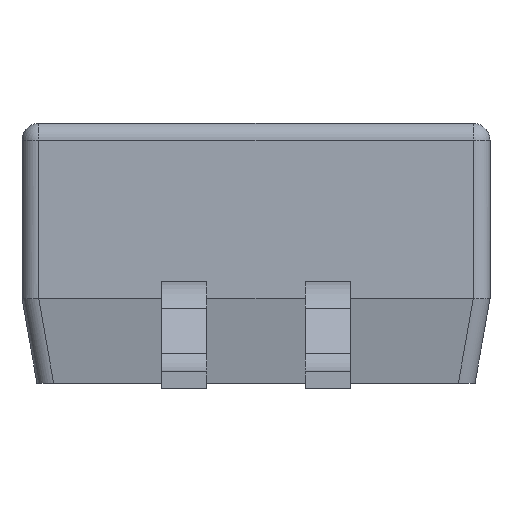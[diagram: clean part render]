
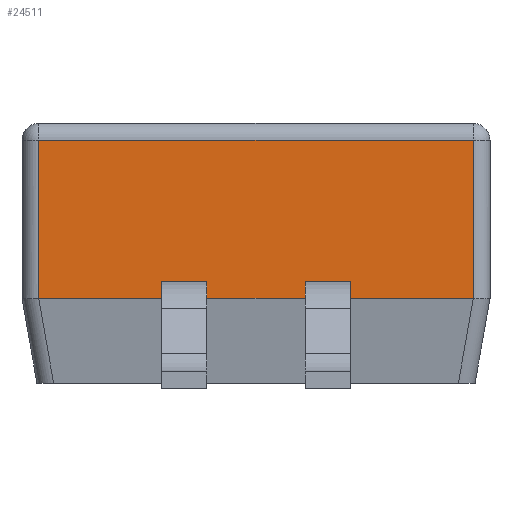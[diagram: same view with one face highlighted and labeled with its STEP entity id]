
A CAD part, front view. The second image highlights one B-rep face of the part: STEP entity #24511.
In plain terms, the highlighted planar face has unit normal (0, -1, 0).
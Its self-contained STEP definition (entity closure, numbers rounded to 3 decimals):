
#944 = LINE ( 'NONE', #3128, #20684 ) ;
#1232 = CARTESIAN_POINT ( 'NONE',  ( -2.07, -2.7, 2.35 ) ) ;
#2025 = CARTESIAN_POINT ( 'NONE',  ( 1.92, -2.7, 0.8 ) ) ;
#3128 = CARTESIAN_POINT ( 'NONE',  ( -2.07, -2.7, 2.2 ) ) ;
#5641 = CARTESIAN_POINT ( 'NONE',  ( -1.92, -2.7, 2.2 ) ) ;
#6013 = LINE ( 'NONE', #13901, #13770 ) ;
#6892 = DIRECTION ( 'NONE',  ( 0., 1., 0. ) ) ;
#7235 = VERTEX_POINT ( 'NONE', #5641 ) ;
#7973 = DIRECTION ( 'NONE',  ( 0., 0., 1. ) ) ;
#10641 = PLANE ( 'NONE',  #23856 ) ;
#11708 = LINE ( 'NONE', #13648, #20869 ) ;
#12158 = ORIENTED_EDGE ( 'NONE', *, *, #21597, .T. ) ;
#12312 = DIRECTION ( 'NONE',  ( 1., 0., 0. ) ) ;
#13028 = EDGE_LOOP ( 'NONE', ( #16219, #12158, #23822, #20127 ) ) ;
#13648 = CARTESIAN_POINT ( 'NONE',  ( 1.92, -2.7, 2.35 ) ) ;
#13770 = VECTOR ( 'NONE', #12312, 1000. ) ;
#13901 = CARTESIAN_POINT ( 'NONE',  ( -2.07, -2.7, 0.8 ) ) ;
#14090 = CARTESIAN_POINT ( 'NONE',  ( -1.92, -2.7, 2.35 ) ) ;
#15141 = FACE_OUTER_BOUND ( 'NONE', #13028, .T. ) ;
#15236 = VERTEX_POINT ( 'NONE', #18604 ) ;
#15253 = EDGE_CURVE ( 'NONE', #15236, #7235, #944, .T. ) ;
#15783 = VECTOR ( 'NONE', #22113, 1000. ) ;
#16020 = LINE ( 'NONE', #14090, #15783 ) ;
#16219 = ORIENTED_EDGE ( 'NONE', *, *, #16717, .T. ) ;
#16717 = EDGE_CURVE ( 'NONE', #24067, #21556, #6013, .T. ) ;
#18604 = CARTESIAN_POINT ( 'NONE',  ( 1.92, -2.7, 2.2 ) ) ;
#18810 = EDGE_CURVE ( 'NONE', #7235, #24067, #16020, .T. ) ;
#19632 = CARTESIAN_POINT ( 'NONE',  ( -1.92, -2.7, 0.8 ) ) ;
#20127 = ORIENTED_EDGE ( 'NONE', *, *, #18810, .T. ) ;
#20684 = VECTOR ( 'NONE', #21059, 1000. ) ;
#20705 = DIRECTION ( 'NONE',  ( 0., 0., 1. ) ) ;
#20869 = VECTOR ( 'NONE', #7973, 1000. ) ;
#21059 = DIRECTION ( 'NONE',  ( -1., 0., 0. ) ) ;
#21556 = VERTEX_POINT ( 'NONE', #2025 ) ;
#21597 = EDGE_CURVE ( 'NONE', #21556, #15236, #11708, .T. ) ;
#22113 = DIRECTION ( 'NONE',  ( 0., 0., -1. ) ) ;
#23822 = ORIENTED_EDGE ( 'NONE', *, *, #15253, .T. ) ;
#23856 = AXIS2_PLACEMENT_3D ( 'NONE', #1232, #6892, #20705 ) ;
#24067 = VERTEX_POINT ( 'NONE', #19632 ) ;
#24511 = ADVANCED_FACE ( 'NONE', ( #15141 ), #10641, .F. ) ;
